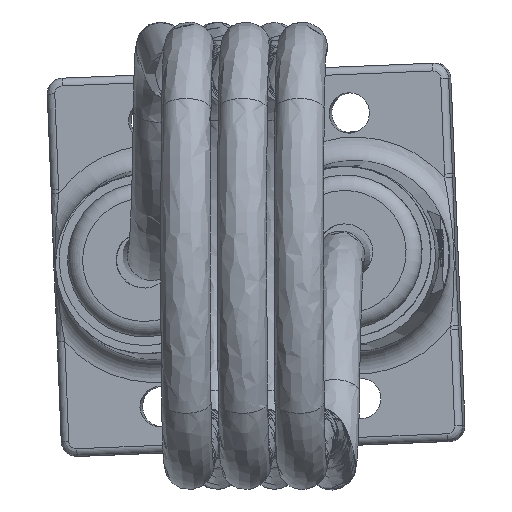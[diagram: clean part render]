
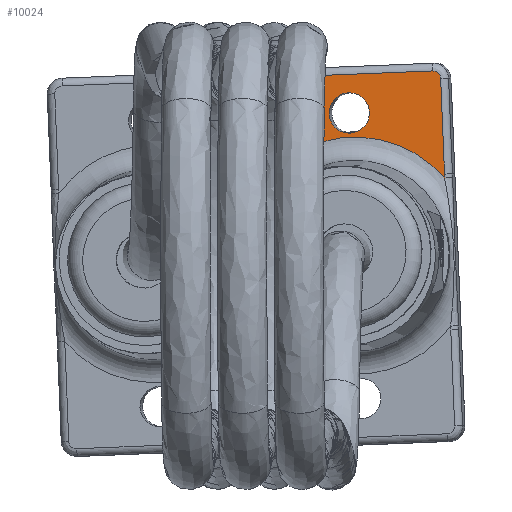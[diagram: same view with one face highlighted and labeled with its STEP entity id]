
A CAD part, front view. The second image highlights one B-rep face of the part: STEP entity #10024.
In plain terms, the highlighted face is planar.
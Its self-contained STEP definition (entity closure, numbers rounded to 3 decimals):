
#440=B_SPLINE_CURVE_WITH_KNOTS('',3,(#16900,#16901,#16902,#16903),
 .UNSPECIFIED.,.F.,.F.,(4,4),(1.54,1.591),
 .UNSPECIFIED.);
#1535=LINE('',#16640,#2512);
#1540=LINE('',#16762,#2517);
#1541=LINE('',#16781,#2518);
#1543=LINE('',#16798,#2520);
#2512=VECTOR('',#12745,0.509);
#2517=VECTOR('',#12776,12.4);
#2518=VECTOR('',#12787,22.);
#2520=VECTOR('',#12797,12.4);
#2876=PLANE('',#10619);
#2971=FACE_BOUND('',#3981,.T.);
#3440=FACE_OUTER_BOUND('',#3980,.T.);
#3980=EDGE_LOOP('',(#8891,#8892,#8893,#8894,#8895,#8896,#8897,#8898));
#3981=EDGE_LOOP('',(#8899));
#4108=CIRCLE('',#10466,2.608);
#4160=CIRCLE('',#10600,1.);
#4164=CIRCLE('',#10605,1.);
#4168=CIRCLE('',#10612,15.362);
#4872=VERTEX_POINT('',#16053);
#4990=VERTEX_POINT('',#16636);
#4991=VERTEX_POINT('',#16638);
#4997=VERTEX_POINT('',#16756);
#4999=VERTEX_POINT('',#16760);
#5001=VERTEX_POINT('',#16773);
#5003=VERTEX_POINT('',#16779);
#5005=VERTEX_POINT('',#16793);
#5006=VERTEX_POINT('',#16865);
#6076=EDGE_CURVE('',#4872,#4872,#4108,.T.);
#6279=EDGE_CURVE('',#4991,#4990,#1535,.T.);
#6294=EDGE_CURVE('',#4999,#4997,#1540,.T.);
#6296=EDGE_CURVE('',#5001,#4999,#4160,.T.);
#6299=EDGE_CURVE('',#5003,#5001,#1541,.T.);
#6302=EDGE_CURVE('',#5005,#5003,#4164,.T.);
#6304=EDGE_CURVE('',#4990,#5005,#1543,.T.);
#6308=EDGE_CURVE('',#4997,#5006,#440,.T.);
#6310=EDGE_CURVE('',#5006,#4991,#4168,.T.);
#8891=ORIENTED_EDGE('',*,*,#6279,.F.);
#8892=ORIENTED_EDGE('',*,*,#6310,.F.);
#8893=ORIENTED_EDGE('',*,*,#6308,.F.);
#8894=ORIENTED_EDGE('',*,*,#6294,.F.);
#8895=ORIENTED_EDGE('',*,*,#6296,.F.);
#8896=ORIENTED_EDGE('',*,*,#6299,.F.);
#8897=ORIENTED_EDGE('',*,*,#6302,.F.);
#8898=ORIENTED_EDGE('',*,*,#6304,.F.);
#8899=ORIENTED_EDGE('',*,*,#6076,.T.);
#10024=ADVANCED_FACE('',(#3440,#2971),#2876,.F.);
#10466=AXIS2_PLACEMENT_3D('',#16054,#12375,#12376);
#10600=AXIS2_PLACEMENT_3D('',#16775,#12779,#12780);
#10605=AXIS2_PLACEMENT_3D('',#16795,#12791,#12792);
#10612=AXIS2_PLACEMENT_3D('',#16907,#12807,#12808);
#10619=AXIS2_PLACEMENT_3D('',#16919,#12825,#12826);
#12375=DIRECTION('center_axis',(1.,0.,0.));
#12376=DIRECTION('ref_axis',(0.,0.,-1.));
#12745=DIRECTION('',(0.,1.,0.));
#12776=DIRECTION('',(0.,-1.,0.));
#12779=DIRECTION('center_axis',(1.,0.,0.));
#12780=DIRECTION('ref_axis',(0.,0.707,0.707));
#12787=DIRECTION('',(0.,0.,1.));
#12791=DIRECTION('center_axis',(1.,0.,0.));
#12792=DIRECTION('ref_axis',(0.,0.707,-0.707));
#12797=DIRECTION('',(0.,1.,0.));
#12807=DIRECTION('center_axis',(-1.,0.,0.));
#12808=DIRECTION('ref_axis',(0.,0.,-1.));
#12825=DIRECTION('center_axis',(1.,0.,0.));
#12826=DIRECTION('ref_axis',(0.,0.,-1.));
#16053=CARTESIAN_POINT('',(19.7,-6.,121.326));
#16054=CARTESIAN_POINT('Origin',(19.7,-6.,118.718));
#16636=CARTESIAN_POINT('',(19.7,-14.4,106.718));
#16638=CARTESIAN_POINT('',(19.7,-14.908,106.718));
#16640=CARTESIAN_POINT('',(19.7,-35.75,106.718));
#16756=CARTESIAN_POINT('',(19.7,-14.4,130.718));
#16760=CARTESIAN_POINT('',(19.7,-2.,130.718));
#16762=CARTESIAN_POINT('',(19.7,-13.25,130.718));
#16773=CARTESIAN_POINT('',(19.7,-1.,129.718));
#16775=CARTESIAN_POINT('Origin',(19.7,-2.,129.718));
#16779=CARTESIAN_POINT('',(19.7,-1.,107.718));
#16781=CARTESIAN_POINT('',(19.7,-1.,112.981));
#16793=CARTESIAN_POINT('',(19.7,-2.,106.718));
#16795=CARTESIAN_POINT('Origin',(19.7,-2.,107.718));
#16798=CARTESIAN_POINT('',(19.7,-19.45,106.718));
#16865=CARTESIAN_POINT('',(19.7,-14.908,130.718));
#16900=CARTESIAN_POINT('Ctrl Pts',(19.7,-14.4,130.718));
#16901=CARTESIAN_POINT('Ctrl Pts',(19.7,-14.569,130.718));
#16902=CARTESIAN_POINT('Ctrl Pts',(19.7,-14.739,130.718));
#16903=CARTESIAN_POINT('Ctrl Pts',(19.7,-14.908,130.718));
#16907=CARTESIAN_POINT('Origin',(19.7,-24.5,118.718));
#16919=CARTESIAN_POINT('Origin',(19.7,-24.5,118.244));
